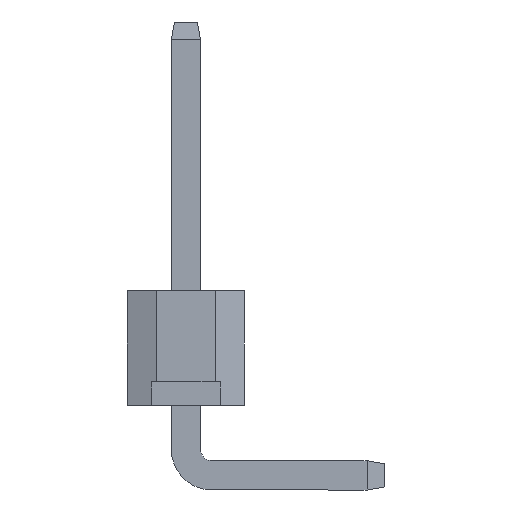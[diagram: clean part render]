
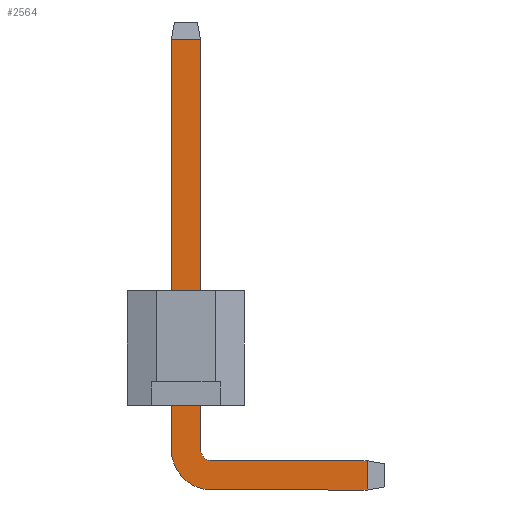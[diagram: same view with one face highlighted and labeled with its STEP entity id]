
A CAD part, left-side view. The second image highlights one B-rep face of the part: STEP entity #2564.
In plain terms, the highlighted planar face has unit normal (-1, 0, 0).
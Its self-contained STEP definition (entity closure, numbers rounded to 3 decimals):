
#26 = CARTESIAN_POINT ( 'NONE',  ( -0.318, 0.699, 0.317 ) ) ;
#29 = EDGE_CURVE ( 'NONE', #2470, #368, #2986, .T. ) ;
#69 = VERTEX_POINT ( 'NONE', #3044 ) ;
#116 = VECTOR ( 'NONE', #1879, 1000. ) ;
#165 = CARTESIAN_POINT ( 'NONE',  ( -0.318, 0.953, 9.474 ) ) ;
#170 = DIRECTION ( 'NONE',  ( 0., 0., -1. ) ) ;
#212 = ORIENTED_EDGE ( 'NONE', *, *, #1640, .F. ) ;
#277 = AXIS2_PLACEMENT_3D ( 'NONE', #2795, #2476, #170 ) ;
#293 = LINE ( 'NONE', #3219, #3105 ) ;
#336 = EDGE_CURVE ( 'NONE', #1293, #1939, #2925, .T. ) ;
#350 = ORIENTED_EDGE ( 'NONE', *, *, #3190, .T. ) ;
#368 = VERTEX_POINT ( 'NONE', #26 ) ;
#390 = DIRECTION ( 'NONE',  ( 1., 0., 0. ) ) ;
#422 = EDGE_LOOP ( 'NONE', ( #2101, #350, #2967, #3340, #1753, #1552, #3112, #212 ) ) ;
#601 = VECTOR ( 'NONE', #881, 1000. ) ;
#665 = DIRECTION ( 'NONE',  ( -1., 0., 0. ) ) ;
#676 = CARTESIAN_POINT ( 'NONE',  ( -0.318, 0.699, -0.318 ) ) ;
#692 = EDGE_CURVE ( 'NONE', #1113, #69, #2016, .T. ) ;
#711 = CARTESIAN_POINT ( 'NONE',  ( -0.318, 1.588, 9.474 ) ) ;
#808 = DIRECTION ( 'NONE',  ( 0., -1., 0. ) ) ;
#881 = DIRECTION ( 'NONE',  ( 0., 1., 0. ) ) ;
#950 = VERTEX_POINT ( 'NONE', #2594 ) ;
#965 = EDGE_CURVE ( 'NONE', #1411, #1939, #3077, .T. ) ;
#1078 = CARTESIAN_POINT ( 'NONE',  ( -0.318, 1.588, 0.571 ) ) ;
#1091 = FACE_OUTER_BOUND ( 'NONE', #422, .T. ) ;
#1113 = VERTEX_POINT ( 'NONE', #1118 ) ;
#1118 = CARTESIAN_POINT ( 'NONE',  ( -0.318, -2.667, -0.318 ) ) ;
#1193 = CARTESIAN_POINT ( 'NONE',  ( -0.318, 0.699, 0.571 ) ) ;
#1293 = VERTEX_POINT ( 'NONE', #1078 ) ;
#1346 = DIRECTION ( 'NONE',  ( 0., 0., 1. ) ) ;
#1388 = CARTESIAN_POINT ( 'NONE',  ( -0.318, 0.953, 0.571 ) ) ;
#1411 = VERTEX_POINT ( 'NONE', #165 ) ;
#1489 = AXIS2_PLACEMENT_3D ( 'NONE', #1193, #390, #2255 ) ;
#1552 = ORIENTED_EDGE ( 'NONE', *, *, #965, .T. ) ;
#1640 = EDGE_CURVE ( 'NONE', #69, #1293, #1830, .T. ) ;
#1660 = CARTESIAN_POINT ( 'NONE',  ( -0.318, -3.048, 0.317 ) ) ;
#1707 = VECTOR ( 'NONE', #1774, 1000. ) ;
#1753 = ORIENTED_EDGE ( 'NONE', *, *, #2920, .F. ) ;
#1774 = DIRECTION ( 'NONE',  ( 0., 1., 0. ) ) ;
#1830 = CIRCLE ( 'NONE', #1489, 0.889 ) ;
#1879 = DIRECTION ( 'NONE',  ( 0., 0., -1. ) ) ;
#1919 = CARTESIAN_POINT ( 'NONE',  ( -0.318, 0.699, 0.571 ) ) ;
#1939 = VERTEX_POINT ( 'NONE', #2997 ) ;
#1964 = VECTOR ( 'NONE', #808, 1000. ) ;
#2016 = LINE ( 'NONE', #676, #601 ) ;
#2101 = ORIENTED_EDGE ( 'NONE', *, *, #692, .F. ) ;
#2131 = CARTESIAN_POINT ( 'NONE',  ( -0.318, 1.588, 9.855 ) ) ;
#2255 = DIRECTION ( 'NONE',  ( 0., 0., 1. ) ) ;
#2418 = CARTESIAN_POINT ( 'NONE',  ( -0.318, 0.953, 0.571 ) ) ;
#2454 = DIRECTION ( 'NONE',  ( 0., 0., 1. ) ) ;
#2470 = VERTEX_POINT ( 'NONE', #2418 ) ;
#2476 = DIRECTION ( 'NONE',  ( -1., 0., 0. ) ) ;
#2493 = VECTOR ( 'NONE', #1346, 1000. ) ;
#2564 = ADVANCED_FACE ( 'NONE', ( #1091 ), #3276, .T. ) ;
#2594 = CARTESIAN_POINT ( 'NONE',  ( -0.318, -2.667, 0.317 ) ) ;
#2726 = DIRECTION ( 'NONE',  ( 0., 0., 1. ) ) ;
#2795 = CARTESIAN_POINT ( 'NONE',  ( -0.318, 0.699, 0.571 ) ) ;
#2920 = EDGE_CURVE ( 'NONE', #1411, #2470, #3191, .T. ) ;
#2925 = LINE ( 'NONE', #2131, #2493 ) ;
#2967 = ORIENTED_EDGE ( 'NONE', *, *, #3187, .F. ) ;
#2976 = LINE ( 'NONE', #1660, #1964 ) ;
#2986 = CIRCLE ( 'NONE', #277, 0.254 ) ;
#2997 = CARTESIAN_POINT ( 'NONE',  ( -0.318, 1.588, 9.474 ) ) ;
#3044 = CARTESIAN_POINT ( 'NONE',  ( -0.318, 0.699, -0.317 ) ) ;
#3077 = LINE ( 'NONE', #711, #1707 ) ;
#3105 = VECTOR ( 'NONE', #2726, 1000. ) ;
#3112 = ORIENTED_EDGE ( 'NONE', *, *, #336, .F. ) ;
#3187 = EDGE_CURVE ( 'NONE', #368, #950, #2976, .T. ) ;
#3190 = EDGE_CURVE ( 'NONE', #1113, #950, #293, .T. ) ;
#3191 = LINE ( 'NONE', #1388, #116 ) ;
#3219 = CARTESIAN_POINT ( 'NONE',  ( -0.318, -2.667, 0.317 ) ) ;
#3258 = AXIS2_PLACEMENT_3D ( 'NONE', #1919, #665, #2454 ) ;
#3276 = PLANE ( 'NONE',  #3258 ) ;
#3340 = ORIENTED_EDGE ( 'NONE', *, *, #29, .F. ) ;
